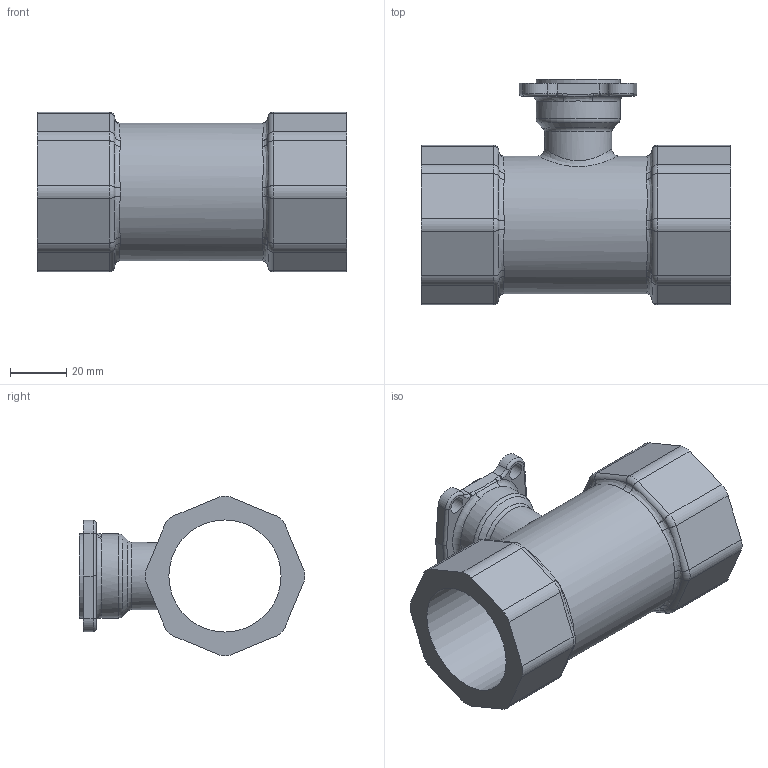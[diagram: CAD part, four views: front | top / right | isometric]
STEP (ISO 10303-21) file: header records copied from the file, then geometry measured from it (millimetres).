
FILE_DESCRIPTION(/* description */ (''),/* implementation_level */ '2;1');
FILE_NAME(/* name */ '12611-22040.stp',/* time_stamp */ '2013-08-29T08:46:07-04:00',/* author */ (''),/* organization */ (''),/* preprocessor_version */ 'ST-DEVELOPER v11',/* originating_system */ 'SIEMENS UGS NX 6.0',/* authorisation */ '');
FILE_SCHEMA (('CONFIG_CONTROL_DESIGN'));
Length unit declared in the file: millimetre
Products named in the file (1): 12611-22040
Bounding box: 110.5 x 80.5 x 56.99 mm (x, y, z)
Volume: 111995.6 mm3; surface area: 40872.7 mm2
Topology: 1 solids, 1 shells, 220 faces, 529 edges, 323 vertices
Faces by surface type: plane 65, cylinder 59, bspline 45, torus 28, extrusion 22, cone 1
Full cylindrical faces by diameter (mm): 5.5 x1, 6 x4, 24 x1, 26 x1, 30 x2, 40 x1, 49.2 x1
Entity records: 7904 total; most frequent: CARTESIAN_POINT 3136, ORIENTED_EDGE 1018, DIRECTION 866, EDGE_CURVE 509, AXIS2_PLACEMENT_3D 339, VERTEX_POINT 318, EDGE_LOOP 257, ADVANCED_FACE 220
